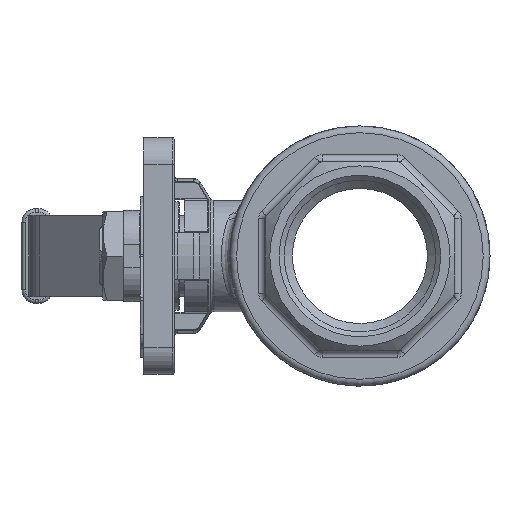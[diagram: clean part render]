
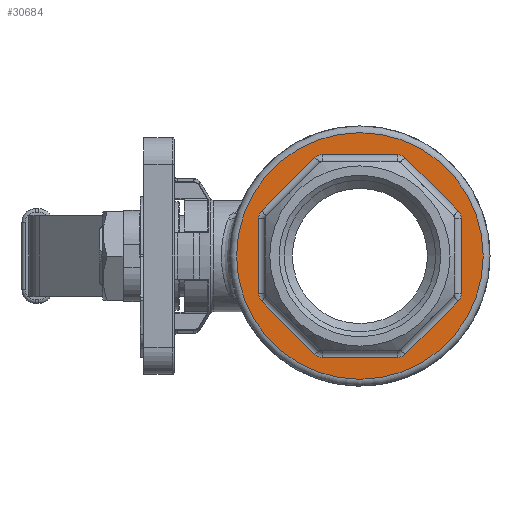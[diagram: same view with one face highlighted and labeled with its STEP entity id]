
A CAD part, left-side view. The second image highlights one B-rep face of the part: STEP entity #30684.
In plain terms, the highlighted planar face has unit normal (-1, 0, 0).
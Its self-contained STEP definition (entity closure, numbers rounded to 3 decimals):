
#2126 = PLANE ( 'NONE',  #25388 ) ;
#2127 = CARTESIAN_POINT ( 'NONE',  ( -33., 38.5, 0. ) ) ;
#2128 = DIRECTION ( 'NONE',  ( 1., 0., 0. ) ) ;
#2129 = DIRECTION ( 'NONE',  ( 0., 0., -1. ) ) ;
#4668 = CARTESIAN_POINT ( 'NONE',  ( -33., -13.305, -29.121 ) ) ;
#4699 = CARTESIAN_POINT ( 'NONE',  ( -33., -29.121, -13.305 ) ) ;
#4709 = CARTESIAN_POINT ( 'NONE',  ( -33., 13.305, -29.121 ) ) ;
#4715 = CARTESIAN_POINT ( 'NONE',  ( -33., 29.121, -13.305 ) ) ;
#4720 = CARTESIAN_POINT ( 'NONE',  ( -33., -13.305, 29.121 ) ) ;
#4744 = CARTESIAN_POINT ( 'NONE',  ( -33., 29.121, 13.305 ) ) ;
#4779 = CARTESIAN_POINT ( 'NONE',  ( -33., -30., -11.184 ) ) ;
#4792 = CARTESIAN_POINT ( 'NONE',  ( -33., 11.184, 30. ) ) ;
#4830 = CARTESIAN_POINT ( 'NONE',  ( -33., 30., -11.184 ) ) ;
#4840 = CARTESIAN_POINT ( 'NONE',  ( -33., 30., 11.184 ) ) ;
#4860 = CARTESIAN_POINT ( 'NONE',  ( -33., 11.184, -30. ) ) ;
#4862 = CARTESIAN_POINT ( 'NONE',  ( -33., -11.184, -30. ) ) ;
#4874 = CARTESIAN_POINT ( 'NONE',  ( -33., -29.121, 13.305 ) ) ;
#4894 = CARTESIAN_POINT ( 'NONE',  ( -33., 13.305, 29.121 ) ) ;
#4898 = CARTESIAN_POINT ( 'NONE',  ( -33., -11.184, 30. ) ) ;
#4908 = CARTESIAN_POINT ( 'NONE',  ( -33., -30., 11.184 ) ) ;
#6364 = CIRCLE ( 'NONE', #22648, 3. ) ;
#8827 = AXIS2_PLACEMENT_3D ( 'NONE', #34970, #34971, #34972 ) ;
#14655 = CIRCLE ( 'NONE', #29456, 3. ) ;
#15793 = DIRECTION ( 'NONE',  ( 0., 0., -1. ) ) ;
#15794 = DIRECTION ( 'NONE',  ( 1., 0., 0. ) ) ;
#15796 = CARTESIAN_POINT ( 'NONE',  ( -33., -27., 11.184 ) ) ;
#17669 = VECTOR ( 'NONE', #34906, 1000. ) ;
#17670 = LINE ( 'NONE', #34717, #17669 ) ;
#17686 = VECTOR ( 'NONE', #34571, 1000. ) ;
#17687 = LINE ( 'NONE', #34780, #17686 ) ;
#17719 = VECTOR ( 'NONE', #34657, 1000. ) ;
#17720 = LINE ( 'NONE', #34411, #17719 ) ;
#22109 = CIRCLE ( 'NONE', #48683, 3. ) ;
#22171 = CIRCLE ( 'NONE', #8827, 3. ) ;
#22581 = AXIS2_PLACEMENT_3D ( 'NONE', #31874, #31878, #31880 ) ;
#22648 = AXIS2_PLACEMENT_3D ( 'NONE', #36749, #36750, #36751 ) ;
#22662 = AXIS2_PLACEMENT_3D ( 'NONE', #41845, #41513, #41859 ) ;
#24185 = EDGE_CURVE ( 'NONE', #39648, #39554, #39649, .T. ) ;
#24337 = EDGE_CURVE ( 'NONE', #39546, #39518, #56307, .T. ) ;
#24349 = EDGE_CURVE ( 'NONE', #39636, #39582, #37611, .T. ) ;
#24380 = EDGE_CURVE ( 'NONE', #41770, #41770, #42486, .T. ) ;
#24524 = EDGE_CURVE ( 'NONE', #39566, #39656, #57570, .T. ) ;
#24548 = EDGE_CURVE ( 'NONE', #39582, #39668, #58299, .T. ) ;
#24890 = EDGE_CURVE ( 'NONE', #39629, #39636, #17687, .T. ) ;
#24895 = EDGE_CURVE ( 'NONE', #39554, #39562, #17670, .T. ) ;
#24912 = EDGE_CURVE ( 'NONE', #39608, #39670, #17720, .T. ) ;
#25248 = EDGE_CURVE ( 'NONE', #39675, #39601, #30067, .T. ) ;
#25285 = EDGE_CURVE ( 'NONE', #39518, #39651, #22171, .T. ) ;
#25298 = EDGE_CURVE ( 'NONE', #39668, #39608, #22109, .T. ) ;
#25364 = EDGE_CURVE ( 'NONE', #39656, #39675, #14655, .T. ) ;
#25388 = AXIS2_PLACEMENT_3D ( 'NONE', #2127, #2128, #2129 ) ;
#25448 = EDGE_CURVE ( 'NONE', #39562, #39629, #37880, .T. ) ;
#25472 = EDGE_CURVE ( 'NONE', #39651, #39648, #39627, .T. ) ;
#25544 = EDGE_CURVE ( 'NONE', #39601, #39546, #50012, .T. ) ;
#25603 = EDGE_CURVE ( 'NONE', #39670, #39566, #6364, .T. ) ;
#26243 = AXIS2_PLACEMENT_3D ( 'NONE', #41897, #41465, #41519 ) ;
#29456 = AXIS2_PLACEMENT_3D ( 'NONE', #15796, #15794, #15793 ) ;
#30067 = LINE ( 'NONE', #34723, #37872 ) ;
#30684 = ADVANCED_FACE ( 'NONE', ( #48184, #48183 ), #2126, .F. ) ;
#31874 = CARTESIAN_POINT ( 'NONE',  ( -33., 11.184, -27. ) ) ;
#31878 = DIRECTION ( 'NONE',  ( 1., 0., 0. ) ) ;
#31880 = DIRECTION ( 'NONE',  ( 0., 0., -1. ) ) ;
#34411 = CARTESIAN_POINT ( 'NONE',  ( -33., 38.5, 30. ) ) ;
#34571 = DIRECTION ( 'NONE',  ( 0., 0., 1. ) ) ;
#34657 = DIRECTION ( 'NONE',  ( 0., -1., 0. ) ) ;
#34717 = CARTESIAN_POINT ( 'NONE',  ( -33., 40.463, -1.963 ) ) ;
#34723 = CARTESIAN_POINT ( 'NONE',  ( -33., -30., 0. ) ) ;
#34780 = CARTESIAN_POINT ( 'NONE',  ( -33., 30., 0. ) ) ;
#34906 = DIRECTION ( 'NONE',  ( 0., 0.707, 0.707 ) ) ;
#34970 = CARTESIAN_POINT ( 'NONE',  ( -33., -11.184, -27. ) ) ;
#34971 = DIRECTION ( 'NONE',  ( 1., 0., 0. ) ) ;
#34972 = DIRECTION ( 'NONE',  ( 0., 0., -1. ) ) ;
#35074 = CARTESIAN_POINT ( 'NONE',  ( -33., 11.184, 27. ) ) ;
#35075 = DIRECTION ( 'NONE',  ( 1., 0., 0. ) ) ;
#35076 = DIRECTION ( 'NONE',  ( 0., 0., -1. ) ) ;
#35475 = CARTESIAN_POINT ( 'NONE',  ( -33., 27., -11.184 ) ) ;
#35477 = DIRECTION ( 'NONE',  ( 1., 0., 0. ) ) ;
#35479 = DIRECTION ( 'NONE',  ( 0., 0., -1. ) ) ;
#35672 = CARTESIAN_POINT ( 'NONE',  ( -33., 38.5, -30. ) ) ;
#35674 = DIRECTION ( 'NONE',  ( 0., 1., 0. ) ) ;
#36170 = CARTESIAN_POINT ( 'NONE',  ( -33., -27., -11.184 ) ) ;
#36172 = DIRECTION ( 'NONE',  ( 1., 0., 0. ) ) ;
#36174 = DIRECTION ( 'NONE',  ( 0., 0., -1. ) ) ;
#36749 = CARTESIAN_POINT ( 'NONE',  ( -33., -11.184, 27. ) ) ;
#36750 = DIRECTION ( 'NONE',  ( 1., 0., 0. ) ) ;
#36751 = DIRECTION ( 'NONE',  ( 0., 0., -1. ) ) ;
#37611 = CIRCLE ( 'NONE', #22662, 3. ) ;
#37872 = VECTOR ( 'NONE', #38906, 1000. ) ;
#37880 = CIRCLE ( 'NONE', #49620, 3. ) ;
#38906 = DIRECTION ( 'NONE',  ( 0., 0., -1. ) ) ;
#39518 = VERTEX_POINT ( 'NONE', #4668 ) ;
#39546 = VERTEX_POINT ( 'NONE', #4699 ) ;
#39554 = VERTEX_POINT ( 'NONE', #4709 ) ;
#39562 = VERTEX_POINT ( 'NONE', #4715 ) ;
#39566 = VERTEX_POINT ( 'NONE', #4720 ) ;
#39582 = VERTEX_POINT ( 'NONE', #4744 ) ;
#39586 = VECTOR ( 'NONE', #35674, 1000. ) ;
#39601 = VERTEX_POINT ( 'NONE', #4779 ) ;
#39608 = VERTEX_POINT ( 'NONE', #4792 ) ;
#39627 = LINE ( 'NONE', #35672, #39586 ) ;
#39629 = VERTEX_POINT ( 'NONE', #4830 ) ;
#39636 = VERTEX_POINT ( 'NONE', #4840 ) ;
#39648 = VERTEX_POINT ( 'NONE', #4860 ) ;
#39649 = CIRCLE ( 'NONE', #22581, 3. ) ;
#39651 = VERTEX_POINT ( 'NONE', #4862 ) ;
#39656 = VERTEX_POINT ( 'NONE', #4874 ) ;
#39668 = VERTEX_POINT ( 'NONE', #4894 ) ;
#39670 = VERTEX_POINT ( 'NONE', #4898 ) ;
#39675 = VERTEX_POINT ( 'NONE', #4908 ) ;
#40574 = CARTESIAN_POINT ( 'NONE',  ( -33., -1.963, -40.463 ) ) ;
#41465 = DIRECTION ( 'NONE',  ( -1., 0., 0. ) ) ;
#41513 = DIRECTION ( 'NONE',  ( 1., 0., 0. ) ) ;
#41519 = DIRECTION ( 'NONE',  ( 0., 0., -1. ) ) ;
#41657 = DIRECTION ( 'NONE',  ( 0., 0.707, -0.707 ) ) ;
#41770 = VERTEX_POINT ( 'NONE', #52468 ) ;
#41845 = CARTESIAN_POINT ( 'NONE',  ( -33., 27., 11.184 ) ) ;
#41859 = DIRECTION ( 'NONE',  ( 0., 0., -1. ) ) ;
#41897 = CARTESIAN_POINT ( 'NONE',  ( -33., 0., 0. ) ) ;
#42486 = CIRCLE ( 'NONE', #26243, 36.5 ) ;
#43005 = EDGE_LOOP ( 'NONE', ( #45030, #45031, #45032, #45034, #45035, #45036, #45037, #45038, #45039, #45041, #45042, #45044, #45045, #45046, #45047, #45048 ) ) ;
#43037 = EDGE_LOOP ( 'NONE', ( #45049 ) ) ;
#45030 = ORIENTED_EDGE ( 'NONE', *, *, #24912, .T. ) ;
#45031 = ORIENTED_EDGE ( 'NONE', *, *, #25603, .T. ) ;
#45032 = ORIENTED_EDGE ( 'NONE', *, *, #24524, .T. ) ;
#45034 = ORIENTED_EDGE ( 'NONE', *, *, #25364, .T. ) ;
#45035 = ORIENTED_EDGE ( 'NONE', *, *, #25248, .T. ) ;
#45036 = ORIENTED_EDGE ( 'NONE', *, *, #25544, .T. ) ;
#45037 = ORIENTED_EDGE ( 'NONE', *, *, #24337, .T. ) ;
#45038 = ORIENTED_EDGE ( 'NONE', *, *, #25285, .T. ) ;
#45039 = ORIENTED_EDGE ( 'NONE', *, *, #25472, .T. ) ;
#45041 = ORIENTED_EDGE ( 'NONE', *, *, #24185, .T. ) ;
#45042 = ORIENTED_EDGE ( 'NONE', *, *, #24895, .T. ) ;
#45044 = ORIENTED_EDGE ( 'NONE', *, *, #25448, .T. ) ;
#45045 = ORIENTED_EDGE ( 'NONE', *, *, #24890, .T. ) ;
#45046 = ORIENTED_EDGE ( 'NONE', *, *, #24349, .T. ) ;
#45047 = ORIENTED_EDGE ( 'NONE', *, *, #24548, .T. ) ;
#45048 = ORIENTED_EDGE ( 'NONE', *, *, #25298, .T. ) ;
#45049 = ORIENTED_EDGE ( 'NONE', *, *, #24380, .T. ) ;
#48183 = FACE_OUTER_BOUND ( 'NONE', #43037, .T. ) ;
#48184 = FACE_BOUND ( 'NONE', #43005, .T. ) ;
#48683 = AXIS2_PLACEMENT_3D ( 'NONE', #35074, #35075, #35076 ) ;
#49394 = CARTESIAN_POINT ( 'NONE',  ( -33., 40.463, 1.963 ) ) ;
#49620 = AXIS2_PLACEMENT_3D ( 'NONE', #35475, #35477, #35479 ) ;
#49990 = DIRECTION ( 'NONE',  ( 0., -0.707, -0.707 ) ) ;
#50012 = CIRCLE ( 'NONE', #51647, 3. ) ;
#50542 = CARTESIAN_POINT ( 'NONE',  ( -33., -1.963, 40.463 ) ) ;
#50695 = DIRECTION ( 'NONE',  ( 0., -0.707, 0.707 ) ) ;
#51647 = AXIS2_PLACEMENT_3D ( 'NONE', #36170, #36172, #36174 ) ;
#52468 = CARTESIAN_POINT ( 'NONE',  ( -33., 0., -36.5 ) ) ;
#56305 = VECTOR ( 'NONE', #41657, 1000. ) ;
#56307 = LINE ( 'NONE', #40574, #56305 ) ;
#57568 = VECTOR ( 'NONE', #49990, 1000. ) ;
#57570 = LINE ( 'NONE', #50542, #57568 ) ;
#58295 = VECTOR ( 'NONE', #50695, 1000. ) ;
#58299 = LINE ( 'NONE', #49394, #58295 ) ;
